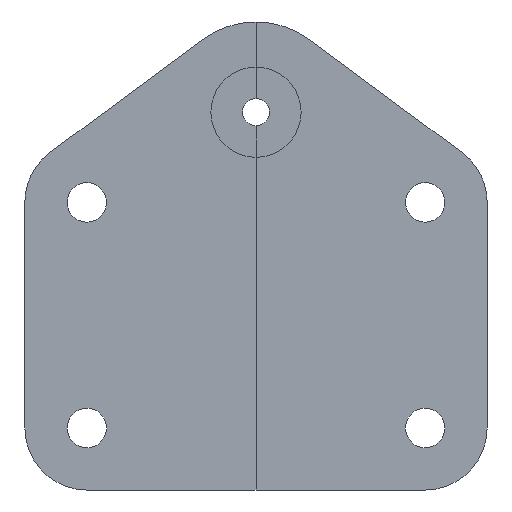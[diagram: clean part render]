
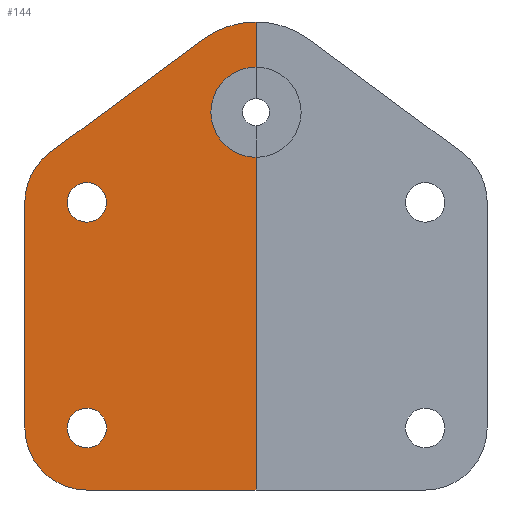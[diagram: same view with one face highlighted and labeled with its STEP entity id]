
A CAD part, left-side view. The second image highlights one B-rep face of the part: STEP entity #144.
In plain terms, the highlighted planar face has unit normal (-1, 0, 0).
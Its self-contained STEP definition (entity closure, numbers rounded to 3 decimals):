
#44 = VERTEX_POINT('',#45);
#45 = CARTESIAN_POINT('',(0.,20.5,-10.));
#63 = VERTEX_POINT('',#64);
#64 = CARTESIAN_POINT('',(0.,18.274,-5.58));
#70 = EDGE_CURVE('',#44,#63,#71,.T.);
#71 = CIRCLE('',#72,5.5);
#72 = AXIS2_PLACEMENT_3D('',#73,#74,#75);
#73 = CARTESIAN_POINT('',(0.,15.,-10.));
#74 = DIRECTION('',(1.,0.,0.));
#75 = DIRECTION('',(0.,1.,0.));
#95 = VERTEX_POINT('',#96);
#96 = CARTESIAN_POINT('',(0.,20.5,-30.));
#102 = EDGE_CURVE('',#44,#95,#103,.T.);
#103 = LINE('',#104,#105);
#104 = CARTESIAN_POINT('',(0.,20.5,-10.));
#105 = VECTOR('',#106,1.);
#106 = DIRECTION('',(0.,0.,-1.));
#144 = ADVANCED_FACE('',(#145,#206,#217),#228,.T.);
#145 = FACE_BOUND('',#146,.F.);
#146 = EDGE_LOOP('',(#147,#148,#149,#157,#166,#174,#183,#191,#199));
#147 = ORIENTED_EDGE('',*,*,#102,.F.);
#148 = ORIENTED_EDGE('',*,*,#70,.T.);
#149 = ORIENTED_EDGE('',*,*,#150,.T.);
#150 = EDGE_CURVE('',#63,#151,#153,.T.);
#151 = VERTEX_POINT('',#152);
#152 = CARTESIAN_POINT('',(0.,4.762,4.428));
#153 = LINE('',#154,#155);
#154 = CARTESIAN_POINT('',(0.,18.274,-5.58));
#155 = VECTOR('',#156,1.);
#156 = DIRECTION('',(0.,-0.804,0.595));
#157 = ORIENTED_EDGE('',*,*,#158,.T.);
#158 = EDGE_CURVE('',#151,#159,#161,.T.);
#159 = VERTEX_POINT('',#160);
#160 = CARTESIAN_POINT('',(0.,0.,6.));
#161 = CIRCLE('',#162,8.);
#162 = AXIS2_PLACEMENT_3D('',#163,#164,#165);
#163 = CARTESIAN_POINT('',(0.,0.,-2.));
#164 = DIRECTION('',(1.,0.,0.));
#165 = DIRECTION('',(0.,1.,0.));
#166 = ORIENTED_EDGE('',*,*,#167,.F.);
#167 = EDGE_CURVE('',#168,#159,#170,.T.);
#168 = VERTEX_POINT('',#169);
#169 = CARTESIAN_POINT('',(0.,0.,2.));
#170 = LINE('',#171,#172);
#171 = CARTESIAN_POINT('',(0.,0.,-35.5));
#172 = VECTOR('',#173,1.);
#173 = DIRECTION('',(0.,0.,1.));
#174 = ORIENTED_EDGE('',*,*,#175,.F.);
#175 = EDGE_CURVE('',#176,#168,#178,.T.);
#176 = VERTEX_POINT('',#177);
#177 = CARTESIAN_POINT('',(0.,0.,-6.));
#178 = CIRCLE('',#179,4.);
#179 = AXIS2_PLACEMENT_3D('',#180,#181,#182);
#180 = CARTESIAN_POINT('',(0.,0.,-2.));
#181 = DIRECTION('',(1.,0.,0.));
#182 = DIRECTION('',(0.,1.,0.));
#183 = ORIENTED_EDGE('',*,*,#184,.F.);
#184 = EDGE_CURVE('',#185,#176,#187,.T.);
#185 = VERTEX_POINT('',#186);
#186 = CARTESIAN_POINT('',(0.,0.,-35.5));
#187 = LINE('',#188,#189);
#188 = CARTESIAN_POINT('',(0.,0.,-35.5));
#189 = VECTOR('',#190,1.);
#190 = DIRECTION('',(0.,0.,1.));
#191 = ORIENTED_EDGE('',*,*,#192,.F.);
#192 = EDGE_CURVE('',#193,#185,#195,.T.);
#193 = VERTEX_POINT('',#194);
#194 = CARTESIAN_POINT('',(0.,15.,-35.5));
#195 = LINE('',#196,#197);
#196 = CARTESIAN_POINT('',(0.,15.,-35.5));
#197 = VECTOR('',#198,1.);
#198 = DIRECTION('',(0.,-1.,0.));
#199 = ORIENTED_EDGE('',*,*,#200,.T.);
#200 = EDGE_CURVE('',#193,#95,#201,.T.);
#201 = CIRCLE('',#202,5.5);
#202 = AXIS2_PLACEMENT_3D('',#203,#204,#205);
#203 = CARTESIAN_POINT('',(0.,15.,-30.));
#204 = DIRECTION('',(1.,0.,0.));
#205 = DIRECTION('',(0.,1.,0.));
#206 = FACE_BOUND('',#207,.F.);
#207 = EDGE_LOOP('',(#208));
#208 = ORIENTED_EDGE('',*,*,#209,.F.);
#209 = EDGE_CURVE('',#210,#210,#212,.T.);
#210 = VERTEX_POINT('',#211);
#211 = CARTESIAN_POINT('',(0.,16.75,-10.));
#212 = CIRCLE('',#213,1.75);
#213 = AXIS2_PLACEMENT_3D('',#214,#215,#216);
#214 = CARTESIAN_POINT('',(0.,15.,-10.));
#215 = DIRECTION('',(1.,0.,0.));
#216 = DIRECTION('',(0.,1.,0.));
#217 = FACE_BOUND('',#218,.F.);
#218 = EDGE_LOOP('',(#219));
#219 = ORIENTED_EDGE('',*,*,#220,.F.);
#220 = EDGE_CURVE('',#221,#221,#223,.T.);
#221 = VERTEX_POINT('',#222);
#222 = CARTESIAN_POINT('',(0.,16.75,-30.));
#223 = CIRCLE('',#224,1.75);
#224 = AXIS2_PLACEMENT_3D('',#225,#226,#227);
#225 = CARTESIAN_POINT('',(0.,15.,-30.));
#226 = DIRECTION('',(1.,0.,0.));
#227 = DIRECTION('',(0.,1.,0.));
#228 = PLANE('',#229);
#229 = AXIS2_PLACEMENT_3D('',#230,#231,#232);
#230 = CARTESIAN_POINT('',(0.,8.805,-16.519));
#231 = DIRECTION('',(-1.,0.,0.));
#232 = DIRECTION('',(0.,0.,-1.));
